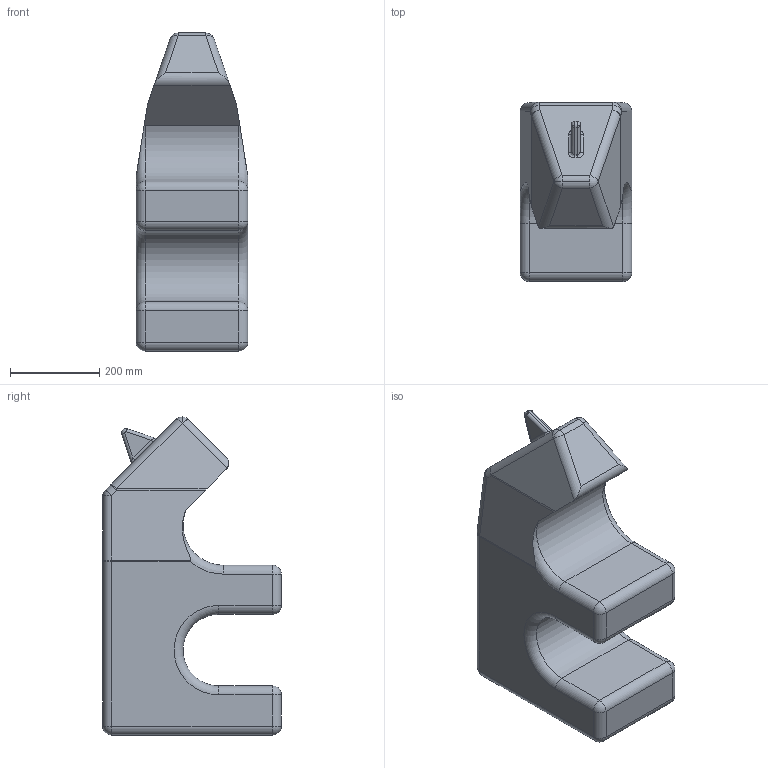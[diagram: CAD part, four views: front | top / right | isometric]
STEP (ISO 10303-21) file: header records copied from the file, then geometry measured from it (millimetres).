
FILE_DESCRIPTION (( 'STEP AP203' ), '1' );
FILE_NAME ('Rhino.STEP', '2017-10-12T07:22:02', ( '' ), ( '' ), 'SwSTEP 2.0', 'SolidWorks 2016', '' );
FILE_SCHEMA (( 'CONFIG_CONTROL_DESIGN' ));
Length unit declared in the file: millimetre
Products named in the file (1): Rhino
Bounding box: 250 x 400 x 711.72 mm (x, y, z)
Volume: 41138646.9 mm3; surface area: 894954 mm2
Topology: 1 solids, 1 shells, 98 faces, 225 edges, 116 vertices
Faces by surface type: cylinder 47, plane 20, sphere 19, torus 8, bspline 4
Entity records: 2953 total; most frequent: CARTESIAN_POINT 774, DIRECTION 476, ORIENTED_EDGE 422, EDGE_CURVE 211, AXIS2_PLACEMENT_3D 190, VERTEX_POINT 116, EDGE_LOOP 99, FACE_OUTER_BOUND 98
